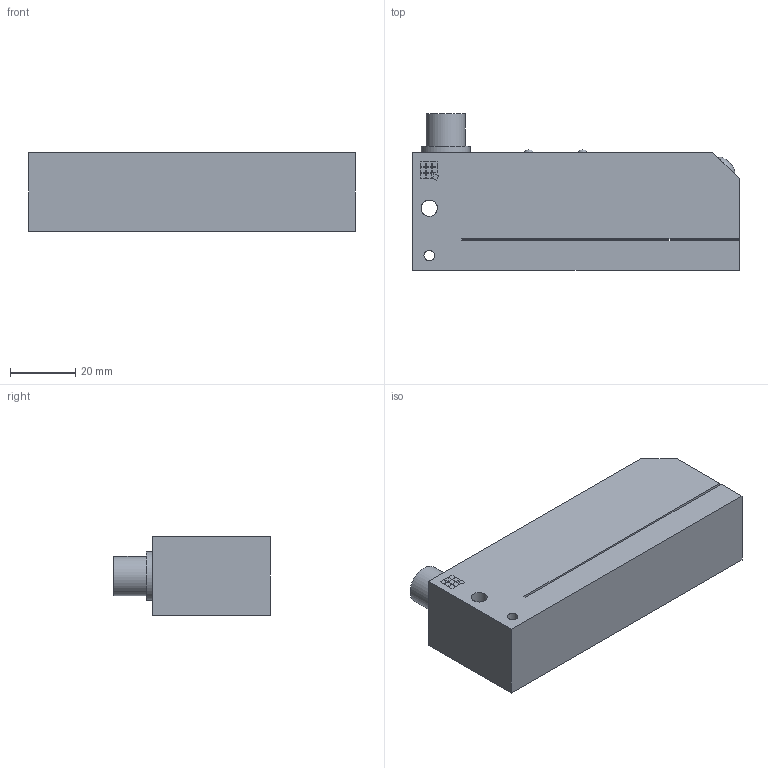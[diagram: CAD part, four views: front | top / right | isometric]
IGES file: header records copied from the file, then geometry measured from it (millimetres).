
Global section: file name: KSSTI 600_80_2014-01-30; native system: Autodesk Inventor 2014; preprocessor: unknown; author: lcf; date: 20140130.085150; units: millimetre
Bounding box: 100 x 48 x 24 mm (x, y, z)
Volume: 85268.9 mm3; surface area: 18586.4 mm2
Topology: 1 solids, 1 shells, 113 faces, 276 edges, 187 vertices
Faces by surface type: bspline 113
